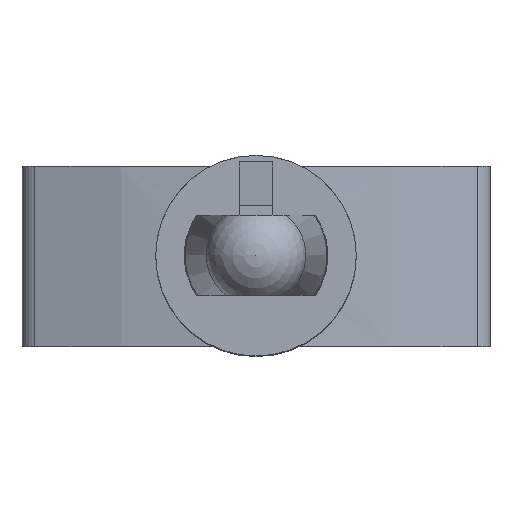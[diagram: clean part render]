
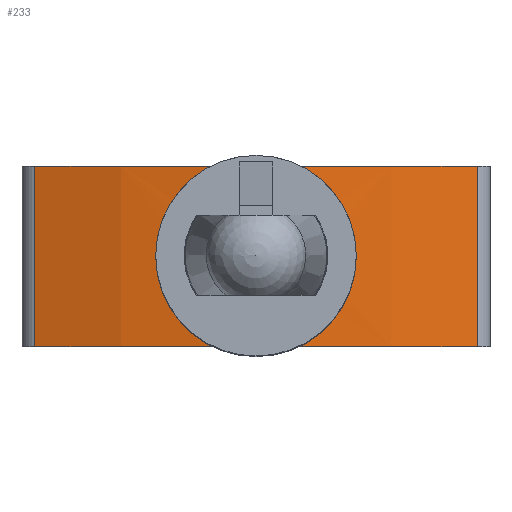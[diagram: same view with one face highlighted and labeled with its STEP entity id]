
A CAD part, top view. The second image highlights one B-rep face of the part: STEP entity #233.
In plain terms, the highlighted cylindrical face has radius 18.267 mm (diameter 36.534 mm), a partial arc.
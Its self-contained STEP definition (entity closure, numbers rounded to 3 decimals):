
#233 = ADVANCED_FACE( '', ( #495, #496 ), #497, .T. );
#495 = FACE_OUTER_BOUND( '', #1733, .T. );
#496 = FACE_BOUND( '', #1734, .T. );
#497 = CYLINDRICAL_SURFACE( '', #1735, 18.267 );
#1733 = EDGE_LOOP( '', ( #2470, #2471, #2472, #2473 ) );
#1734 = EDGE_LOOP( '', ( #2474, #2475 ) );
#1735 = AXIS2_PLACEMENT_3D( '', #2476, #2477, #2478 );
#2470 = ORIENTED_EDGE( '', *, *, #2777, .F. );
#2471 = ORIENTED_EDGE( '', *, *, #2824, .F. );
#2472 = ORIENTED_EDGE( '', *, *, #2944, .T. );
#2473 = ORIENTED_EDGE( '', *, *, #2968, .T. );
#2474 = ORIENTED_EDGE( '', *, *, #2755, .T. );
#2475 = ORIENTED_EDGE( '', *, *, #2756, .T. );
#2476 = CARTESIAN_POINT( '', ( 0., -2.7, -28.607 ) );
#2477 = DIRECTION( '', ( 0., -1., 0. ) );
#2478 = DIRECTION( '', ( 0., 0., 1. ) );
#2755 = EDGE_CURVE( '', #3107, #3108, #3109, .T. );
#2756 = EDGE_CURVE( '', #3108, #3107, #3110, .T. );
#2777 = EDGE_CURVE( '', #3145, #3146, #3147, .T. );
#2824 = EDGE_CURVE( '', #3222, #3145, #3224, .T. );
#2944 = EDGE_CURVE( '', #3222, #3397, #3398, .T. );
#2968 = EDGE_CURVE( '', #3397, #3146, #3425, .T. );
#3107 = VERTEX_POINT( '', #3725 );
#3108 = VERTEX_POINT( '', #3726 );
#3109 = B_SPLINE_CURVE_WITH_KNOTS( '', 3, ( #3727, #3728, #3729, #3730, #3731, #3732, #3733, #3734, #3735, #3736, #3737, #3738, #3739, #3740, #3741, #3742, #3743, #3744 ), .UNSPECIFIED., .F., .F., ( 4, 2, 2, 2, 2, 2, 2, 2, 4 ), ( 0., 0.001, 0.002, 0.002, 0.003, 0.004, 0.005, 0.006, 0.006 ), .UNSPECIFIED. );
#3110 = B_SPLINE_CURVE_WITH_KNOTS( '', 3, ( #3745, #3746, #3747, #3748, #3749, #3750, #3751, #3752, #3753, #3754, #3755, #3756, #3757, #3758, #3759, #3760, #3761, #3762 ), .UNSPECIFIED., .F., .F., ( 4, 2, 2, 2, 2, 2, 2, 2, 4 ), ( 0., 0.001, 0.002, 0.002, 0.003, 0.004, 0.005, 0.006, 0.006 ), .UNSPECIFIED. );
#3145 = VERTEX_POINT( '', #3815 );
#3146 = VERTEX_POINT( '', #3816 );
#3147 = CIRCLE( '', #3817, 18.267 );
#3222 = VERTEX_POINT( '', #4118 );
#3224 = LINE( '', #4120, #4121 );
#3397 = VERTEX_POINT( '', #4482 );
#3398 = CIRCLE( '', #4483, 18.267 );
#3425 = LINE( '', #4581, #4582 );
#3725 = CARTESIAN_POINT( '', ( -2.07, 0., -10.458 ) );
#3726 = CARTESIAN_POINT( '', ( 2.07, 0., -10.458 ) );
#3727 = CARTESIAN_POINT( '', ( -2.07, 0., -10.458 ) );
#3728 = CARTESIAN_POINT( '', ( -2.051, 0.264, -10.455 ) );
#3729 = CARTESIAN_POINT( '', ( -1.986, 0.524, -10.448 ) );
#3730 = CARTESIAN_POINT( '', ( -1.764, 1.004, -10.425 ) );
#3731 = CARTESIAN_POINT( '', ( -1.61, 1.223, -10.41 ) );
#3732 = CARTESIAN_POINT( '', ( -1.235, 1.593, -10.381 ) );
#3733 = CARTESIAN_POINT( '', ( -1.013, 1.745, -10.366 ) );
#3734 = CARTESIAN_POINT( '', ( -0.528, 1.954, -10.346 ) );
#3735 = CARTESIAN_POINT( '', ( -0.264, 2.01, -10.34 ) );
#3736 = CARTESIAN_POINT( '', ( 0.264, 2.01, -10.34 ) );
#3737 = CARTESIAN_POINT( '', ( 0.527, 1.954, -10.346 ) );
#3738 = CARTESIAN_POINT( '', ( 1.012, 1.745, -10.366 ) );
#3739 = CARTESIAN_POINT( '', ( 1.234, 1.594, -10.381 ) );
#3740 = CARTESIAN_POINT( '', ( 1.61, 1.223, -10.41 ) );
#3741 = CARTESIAN_POINT( '', ( 1.764, 1.004, -10.425 ) );
#3742 = CARTESIAN_POINT( '', ( 1.985, 0.525, -10.448 ) );
#3743 = CARTESIAN_POINT( '', ( 2.051, 0.264, -10.455 ) );
#3744 = CARTESIAN_POINT( '', ( 2.07, 0., -10.458 ) );
#3745 = CARTESIAN_POINT( '', ( 2.07, 0., -10.458 ) );
#3746 = CARTESIAN_POINT( '', ( 2.051, -0.264, -10.455 ) );
#3747 = CARTESIAN_POINT( '', ( 1.986, -0.524, -10.448 ) );
#3748 = CARTESIAN_POINT( '', ( 1.764, -1.004, -10.425 ) );
#3749 = CARTESIAN_POINT( '', ( 1.61, -1.223, -10.41 ) );
#3750 = CARTESIAN_POINT( '', ( 1.235, -1.593, -10.381 ) );
#3751 = CARTESIAN_POINT( '', ( 1.013, -1.745, -10.366 ) );
#3752 = CARTESIAN_POINT( '', ( 0.528, -1.954, -10.346 ) );
#3753 = CARTESIAN_POINT( '', ( 0.264, -2.01, -10.34 ) );
#3754 = CARTESIAN_POINT( '', ( -0.264, -2.01, -10.34 ) );
#3755 = CARTESIAN_POINT( '', ( -0.527, -1.954, -10.346 ) );
#3756 = CARTESIAN_POINT( '', ( -1.012, -1.745, -10.366 ) );
#3757 = CARTESIAN_POINT( '', ( -1.234, -1.594, -10.381 ) );
#3758 = CARTESIAN_POINT( '', ( -1.61, -1.223, -10.41 ) );
#3759 = CARTESIAN_POINT( '', ( -1.764, -1.004, -10.425 ) );
#3760 = CARTESIAN_POINT( '', ( -1.985, -0.525, -10.448 ) );
#3761 = CARTESIAN_POINT( '', ( -2.051, -0.264, -10.455 ) );
#3762 = CARTESIAN_POINT( '', ( -2.07, 0., -10.458 ) );
#3815 = CARTESIAN_POINT( '', ( -6.617, 2.7, -11.581 ) );
#3816 = CARTESIAN_POINT( '', ( 6.617, 2.7, -11.581 ) );
#3817 = AXIS2_PLACEMENT_3D( '', #4740, #4741, #4742 );
#4118 = CARTESIAN_POINT( '', ( -6.617, -2.7, -11.581 ) );
#4120 = CARTESIAN_POINT( '', ( -6.617, -2.7, -11.581 ) );
#4121 = VECTOR( '', #4802, 1000. );
#4482 = CARTESIAN_POINT( '', ( 6.617, -2.7, -11.581 ) );
#4483 = AXIS2_PLACEMENT_3D( '', #4901, #4902, #4903 );
#4581 = CARTESIAN_POINT( '', ( 6.617, -2.7, -11.581 ) );
#4582 = VECTOR( '', #4918, 1000. );
#4740 = CARTESIAN_POINT( '', ( 0., 2.7, -28.607 ) );
#4741 = DIRECTION( '', ( 0., 1., 0. ) );
#4742 = DIRECTION( '', ( 1., 0., 0. ) );
#4802 = DIRECTION( '', ( 0., 1., 0. ) );
#4901 = CARTESIAN_POINT( '', ( 0., -2.7, -28.607 ) );
#4902 = DIRECTION( '', ( 0., 1., 0. ) );
#4903 = DIRECTION( '', ( 1., 0., 0. ) );
#4918 = DIRECTION( '', ( 0., 1., 0. ) );
